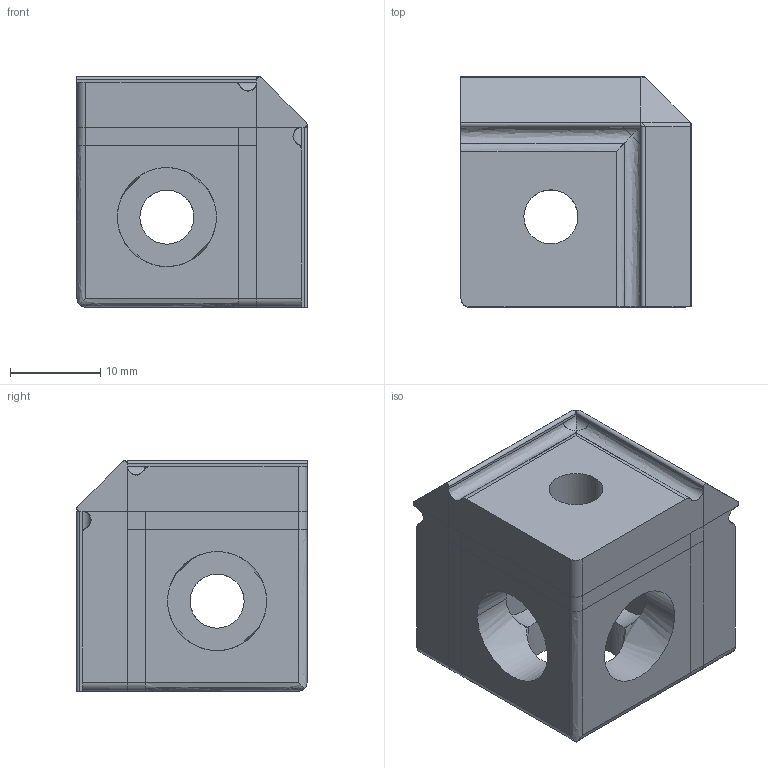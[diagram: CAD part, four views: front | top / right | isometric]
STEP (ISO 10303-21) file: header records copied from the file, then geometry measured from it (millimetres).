
FILE_DESCRIPTION(/* description */ (''),/* implementation_level */ '2;1');
FILE_NAME(/* name */ 'COINEX~2',/* time_stamp */ '2016-10-09T22:59:40+02:00',/* author */ (''),/* organization */ (''),/* preprocessor_version */ 'ST-DEVELOPER v15',/* originating_system */ '',/* authorisation */ '');
FILE_SCHEMA (('AUTOMOTIVE_DESIGN'));
Length unit declared in the file: millimetre
Products named in the file (1): Document
Bounding box: 25.58 x 25.58 x 25.58 mm (x, y, z)
Surface area: 4755.7 mm2 (no closed solid volume)
Topology: 0 solids, 1 shells, 94 faces, 229 edges, 133 vertices
Faces by surface type: bspline 56, plane 38
Entity records: 2988 total; most frequent: CARTESIAN_POINT 1570, ORIENTED_EDGE 458, EDGE_CURVE 232, B_SPLINE_CURVE_WITH_KNOTS 147, VERTEX_POINT 133, EDGE_LOOP 103, ADVANCED_FACE 94, FACE_OUTER_BOUND 94
